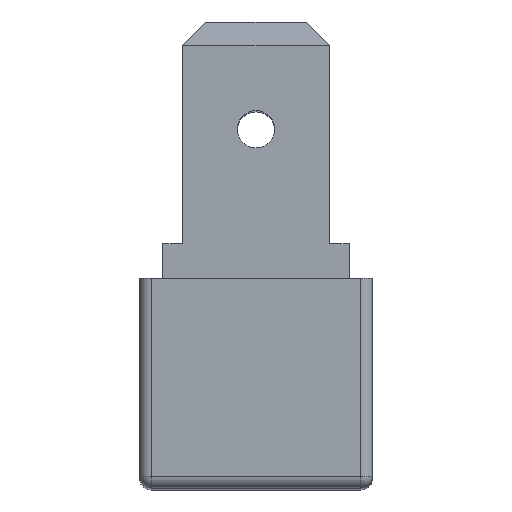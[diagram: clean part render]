
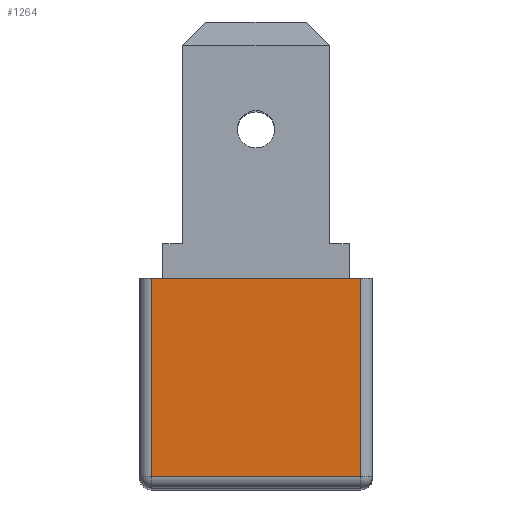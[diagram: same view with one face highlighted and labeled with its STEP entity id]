
A CAD part, top view. The second image highlights one B-rep face of the part: STEP entity #1264.
In plain terms, the highlighted planar face has unit normal (0, 0, 1).
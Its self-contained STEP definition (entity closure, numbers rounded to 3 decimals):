
#27 = LINE ( 'NONE', #870, #1248 ) ;
#40 = CARTESIAN_POINT ( 'NONE',  ( -100.834, 21.996, 76.032 ) ) ;
#76 = EDGE_LOOP ( 'NONE', ( #1310, #791, #928, #555 ) ) ;
#169 = CARTESIAN_POINT ( 'NONE',  ( -91.834, 21.996, 76.032 ) ) ;
#184 = LINE ( 'NONE', #169, #1400 ) ;
#241 = PLANE ( 'NONE',  #329 ) ;
#248 = EDGE_CURVE ( 'NONE', #344, #1560, #803, .T. ) ;
#257 = LINE ( 'NONE', #1463, #878 ) ;
#272 = EDGE_CURVE ( 'NONE', #495, #1118, #184, .T. ) ;
#295 = CARTESIAN_POINT ( 'NONE',  ( -100.834, 13.496, 76.032 ) ) ;
#329 = AXIS2_PLACEMENT_3D ( 'NONE', #616, #891, #977 ) ;
#344 = VERTEX_POINT ( 'NONE', #550 ) ;
#429 = FACE_OUTER_BOUND ( 'NONE', #76, .T. ) ;
#472 = VECTOR ( 'NONE', #1375, 1000. ) ;
#495 = VERTEX_POINT ( 'NONE', #938 ) ;
#550 = CARTESIAN_POINT ( 'NONE',  ( -100.834, 21.996, 76.032 ) ) ;
#555 = ORIENTED_EDGE ( 'NONE', *, *, #248, .T. ) ;
#616 = CARTESIAN_POINT ( 'NONE',  ( -91.334, 21.996, 76.032 ) ) ;
#630 = DIRECTION ( 'NONE',  ( 1., 0., 0. ) ) ;
#779 = DIRECTION ( 'NONE',  ( 0., 1., 0. ) ) ;
#791 = ORIENTED_EDGE ( 'NONE', *, *, #272, .T. ) ;
#803 = LINE ( 'NONE', #40, #472 ) ;
#870 = CARTESIAN_POINT ( 'NONE',  ( -91.334, 21.996, 76.032 ) ) ;
#878 = VECTOR ( 'NONE', #1278, 1000. ) ;
#891 = DIRECTION ( 'NONE',  ( 0., 0., -1. ) ) ;
#928 = ORIENTED_EDGE ( 'NONE', *, *, #1361, .F. ) ;
#938 = CARTESIAN_POINT ( 'NONE',  ( -91.834, 13.496, 76.032 ) ) ;
#954 = EDGE_CURVE ( 'NONE', #1560, #495, #257, .T. ) ;
#977 = DIRECTION ( 'NONE',  ( -1., 0., 0. ) ) ;
#1118 = VERTEX_POINT ( 'NONE', #1134 ) ;
#1134 = CARTESIAN_POINT ( 'NONE',  ( -91.834, 21.996, 76.032 ) ) ;
#1248 = VECTOR ( 'NONE', #630, 1000. ) ;
#1264 = ADVANCED_FACE ( 'NONE', ( #429 ), #241, .F. ) ;
#1278 = DIRECTION ( 'NONE',  ( 1., 0., 0. ) ) ;
#1310 = ORIENTED_EDGE ( 'NONE', *, *, #954, .T. ) ;
#1361 = EDGE_CURVE ( 'NONE', #344, #1118, #27, .T. ) ;
#1375 = DIRECTION ( 'NONE',  ( 0., -1., 0. ) ) ;
#1400 = VECTOR ( 'NONE', #779, 1000. ) ;
#1463 = CARTESIAN_POINT ( 'NONE',  ( -91.334, 13.496, 76.032 ) ) ;
#1560 = VERTEX_POINT ( 'NONE', #295 ) ;
